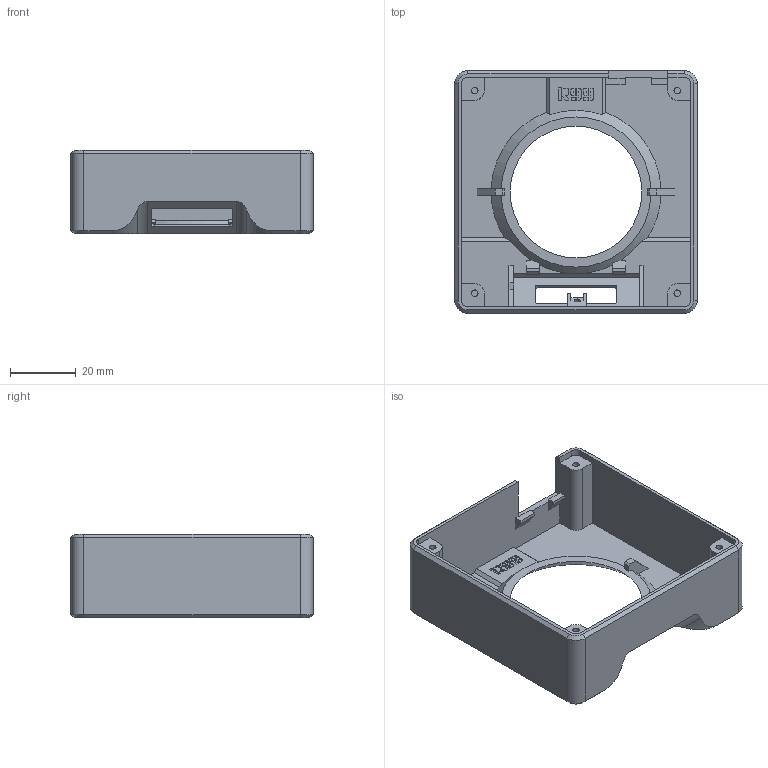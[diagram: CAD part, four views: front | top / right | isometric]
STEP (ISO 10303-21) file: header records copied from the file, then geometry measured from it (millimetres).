
FILE_DESCRIPTION(/* description */ (''),/* implementation_level */ '2;1');
FILE_NAME(/* name */ 'Top v20.step',/* time_stamp */ '2020-10-09T21:17:16-04:00',/* author */ (''),/* organization */ (''),/* preprocessor_version */ 'ST-DEVELOPER v18.1',/* originating_system */ 'Autodesk Translation Framework v9.3.0.1241',/* authorisation */ '');
FILE_SCHEMA (('AUTOMOTIVE_DESIGN { 1 0 10303 214 3 1 1 }'));
Length unit declared in the file: millimetre
Products named in the file (1): Top
Bounding box: 74 x 74 x 25.5 mm (x, y, z)
Volume: 22693.5 mm3; surface area: 22552.4 mm2
Topology: 1 solids, 1 shells, 230 faces, 623 edges, 409 vertices
Faces by surface type: plane 184, cylinder 25, cone 11, bspline 10
Full cylindrical faces by diameter (mm): 1.85 x1, 2 x4
Entity records: 7255 total; most frequent: CARTESIAN_POINT 1457, ORIENTED_EDGE 1246, DIRECTION 1104, EDGE_CURVE 623, LINE 520, VECTOR 520, VERTEX_POINT 409, AXIS2_PLACEMENT_3D 292
